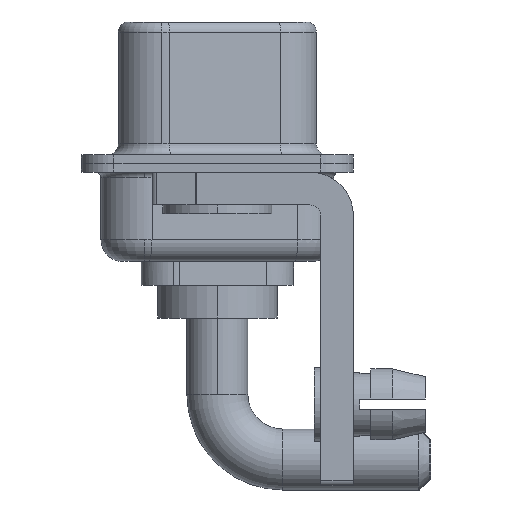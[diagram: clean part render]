
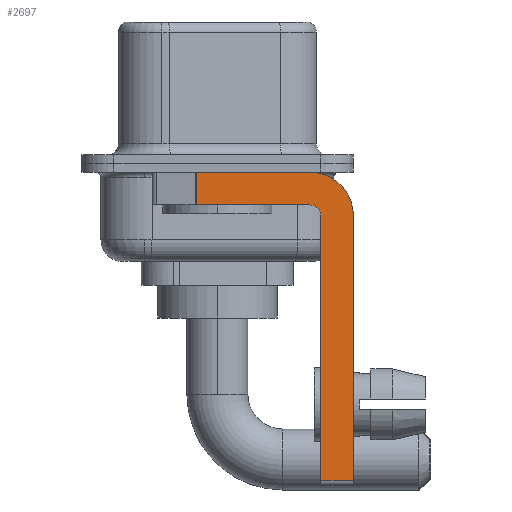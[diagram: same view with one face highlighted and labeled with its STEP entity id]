
A CAD part, left-side view. The second image highlights one B-rep face of the part: STEP entity #2697.
In plain terms, the highlighted planar face has unit normal (-1, 0, 0).
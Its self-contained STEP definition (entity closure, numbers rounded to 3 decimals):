
#150 = VERTEX_POINT ( 'NONE', #13951 ) ;
#673 = LINE ( 'NONE', #3363, #4183 ) ;
#786 = DIRECTION ( 'NONE',  ( 0., 1., 0. ) ) ;
#1150 = ORIENTED_EDGE ( 'NONE', *, *, #12406, .F. ) ;
#1258 = FACE_OUTER_BOUND ( 'NONE', #8533, .T. ) ;
#1389 = VECTOR ( 'NONE', #15159, 1000. ) ;
#1562 = LINE ( 'NONE', #4345, #13957 ) ;
#1575 = ORIENTED_EDGE ( 'NONE', *, *, #10474, .F. ) ;
#2025 = LINE ( 'NONE', #7050, #10172 ) ;
#2308 = VECTOR ( 'NONE', #786, 1000. ) ;
#2697 = ADVANCED_FACE ( 'NONE', ( #1258 ), #6428, .F. ) ;
#3248 = VERTEX_POINT ( 'NONE', #13876 ) ;
#3363 = CARTESIAN_POINT ( 'NONE',  ( -2.9, 3., -0.4 ) ) ;
#3716 = VERTEX_POINT ( 'NONE', #11696 ) ;
#3931 = EDGE_CURVE ( 'NONE', #3248, #7256, #13635, .T. ) ;
#3942 = EDGE_CURVE ( 'NONE', #15191, #10687, #13058, .T. ) ;
#4183 = VECTOR ( 'NONE', #7181, 1000. ) ;
#4345 = CARTESIAN_POINT ( 'NONE',  ( -2.9, -4.25, -14.55 ) ) ;
#4429 = LINE ( 'NONE', #16388, #2308 ) ;
#4492 = DIRECTION ( 'NONE',  ( 0., 0., -1. ) ) ;
#4541 = ORIENTED_EDGE ( 'NONE', *, *, #15547, .T. ) ;
#4634 = CIRCLE ( 'NONE', #8991, 0.5 ) ;
#4803 = DIRECTION ( 'NONE',  ( 1., 0., 0. ) ) ;
#4916 = VERTEX_POINT ( 'NONE', #15180 ) ;
#5151 = ORIENTED_EDGE ( 'NONE', *, *, #14777, .F. ) ;
#5621 = DIRECTION ( 'NONE',  ( 0., -1., 0. ) ) ;
#5633 = LINE ( 'NONE', #9778, #16736 ) ;
#5838 = DIRECTION ( 'NONE',  ( 0., 0., 1. ) ) ;
#6428 = PLANE ( 'NONE',  #11113 ) ;
#6575 = ORIENTED_EDGE ( 'NONE', *, *, #3931, .T. ) ;
#6820 = AXIS2_PLACEMENT_3D ( 'NONE', #12529, #13889, #11238 ) ;
#6914 = DIRECTION ( 'NONE',  ( 0., 0., 1. ) ) ;
#6933 = EDGE_CURVE ( 'NONE', #14845, #3716, #5633, .T. ) ;
#7050 = CARTESIAN_POINT ( 'NONE',  ( -2.9, -6.25, -2.4 ) ) ;
#7181 = DIRECTION ( 'NONE',  ( 0., -1., 0. ) ) ;
#7256 = VERTEX_POINT ( 'NONE', #10630 ) ;
#7692 = CARTESIAN_POINT ( 'NONE',  ( -2.9, -4.75, -14.55 ) ) ;
#7719 = ORIENTED_EDGE ( 'NONE', *, *, #3942, .F. ) ;
#8391 = DIRECTION ( 'NONE',  ( -1., 0., 0. ) ) ;
#8438 = CARTESIAN_POINT ( 'NONE',  ( -2.9, -4.25, -0.4 ) ) ;
#8533 = EDGE_LOOP ( 'NONE', ( #5151, #6575, #15062, #1150, #12887, #4541, #1575, #7719 ) ) ;
#8788 = CARTESIAN_POINT ( 'NONE',  ( -2.9, 0.978, -1.9 ) ) ;
#8818 = CARTESIAN_POINT ( 'NONE',  ( -2.9, -6.25, -2.4 ) ) ;
#8991 = AXIS2_PLACEMENT_3D ( 'NONE', #14843, #8391, #5838 ) ;
#9778 = CARTESIAN_POINT ( 'NONE',  ( -2.9, -4.75, -14.8 ) ) ;
#9989 = EDGE_CURVE ( 'NONE', #4916, #7256, #4429, .T. ) ;
#10172 = VECTOR ( 'NONE', #4492, 1000. ) ;
#10474 = EDGE_CURVE ( 'NONE', #10687, #150, #2025, .T. ) ;
#10630 = CARTESIAN_POINT ( 'NONE',  ( -2.9, 0.978, -1.9 ) ) ;
#10687 = VERTEX_POINT ( 'NONE', #8818 ) ;
#11113 = AXIS2_PLACEMENT_3D ( 'NONE', #13988, #4803, #11516 ) ;
#11238 = DIRECTION ( 'NONE',  ( 0., 0., -1. ) ) ;
#11516 = DIRECTION ( 'NONE',  ( 0., 0., -1. ) ) ;
#11696 = CARTESIAN_POINT ( 'NONE',  ( -2.9, -4.75, -2.4 ) ) ;
#12406 = EDGE_CURVE ( 'NONE', #3716, #4916, #4634, .T. ) ;
#12529 = CARTESIAN_POINT ( 'NONE',  ( -2.9, -4.25, -2.4 ) ) ;
#12887 = ORIENTED_EDGE ( 'NONE', *, *, #6933, .F. ) ;
#13058 = CIRCLE ( 'NONE', #6820, 2. ) ;
#13635 = LINE ( 'NONE', #8788, #1389 ) ;
#13876 = CARTESIAN_POINT ( 'NONE',  ( -2.9, 0.978, -0.4 ) ) ;
#13889 = DIRECTION ( 'NONE',  ( 1., 0., 0. ) ) ;
#13951 = CARTESIAN_POINT ( 'NONE',  ( -2.9, -6.25, -14.55 ) ) ;
#13957 = VECTOR ( 'NONE', #5621, 1000. ) ;
#13988 = CARTESIAN_POINT ( 'NONE',  ( -2.9, -4.25, -2.4 ) ) ;
#14777 = EDGE_CURVE ( 'NONE', #3248, #15191, #673, .T. ) ;
#14843 = CARTESIAN_POINT ( 'NONE',  ( -2.9, -4.25, -2.4 ) ) ;
#14845 = VERTEX_POINT ( 'NONE', #7692 ) ;
#15062 = ORIENTED_EDGE ( 'NONE', *, *, #9989, .F. ) ;
#15159 = DIRECTION ( 'NONE',  ( 0., 0., -1. ) ) ;
#15180 = CARTESIAN_POINT ( 'NONE',  ( -2.9, -4.25, -1.9 ) ) ;
#15191 = VERTEX_POINT ( 'NONE', #8438 ) ;
#15547 = EDGE_CURVE ( 'NONE', #14845, #150, #1562, .T. ) ;
#16388 = CARTESIAN_POINT ( 'NONE',  ( -2.9, -4.25, -1.9 ) ) ;
#16736 = VECTOR ( 'NONE', #6914, 1000. ) ;
